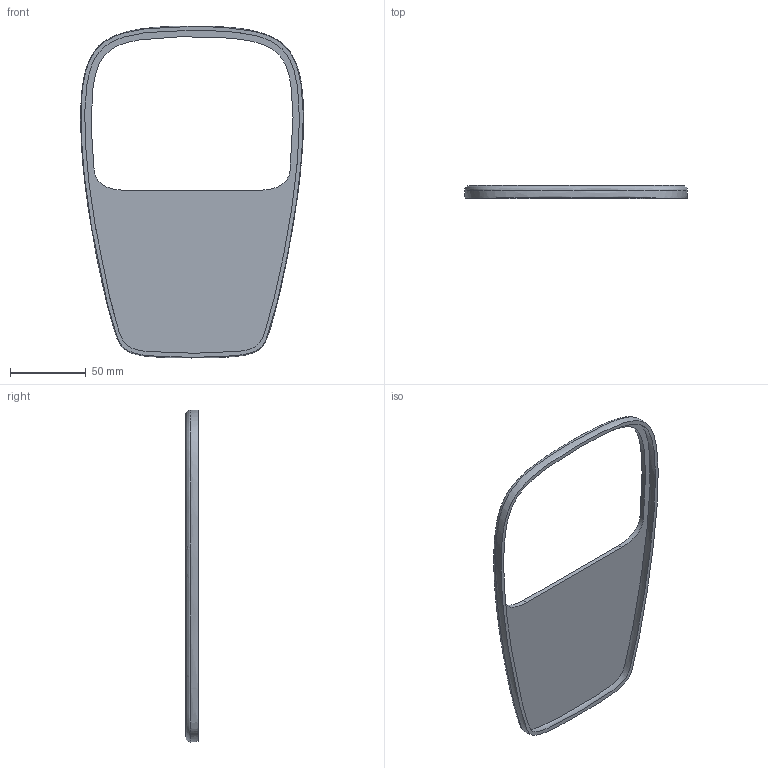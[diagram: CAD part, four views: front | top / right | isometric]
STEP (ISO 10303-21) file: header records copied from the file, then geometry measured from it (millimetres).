
FILE_DESCRIPTION(/* description */ ('STEP AP214'),/* implementation_level */ '2;1');
FILE_NAME(/* name */ '638e5e57f6d7ad4ea67d7da7',/* time_stamp */ '2022-12-05T21:10:48+00:00',/* author */ (''),/* organization */ (''),/* preprocessor_version */ 'ST-DEVELOPER v18.102',/* originating_system */ ' ',/* authorisation */ ' ');
FILE_SCHEMA (('AUTOMOTIVE_DESIGN {1 0 10303 214 3 1 1}'));
Length unit declared in the file: metre
Products named in the file (1): Part 11
Bounding box: 146.75 x 8.26 x 218.44 mm (x, y, z)
Volume: 52053.9 mm3; surface area: 39166.6 mm2
Topology: 1 solids, 1 shells, 10 faces, 22 edges, 15 vertices
Faces by surface type: bspline 6, plane 4
Entity records: 2963 total; most frequent: CARTESIAN_POINT 2768, ORIENTED_EDGE 34, EDGE_CURVE 17, EDGE_LOOP 16, FACE_BOUND 16, DIRECTION 16, VERTEX_POINT 13, B_SPLINE_CURVE_WITH_KNOTS 11
